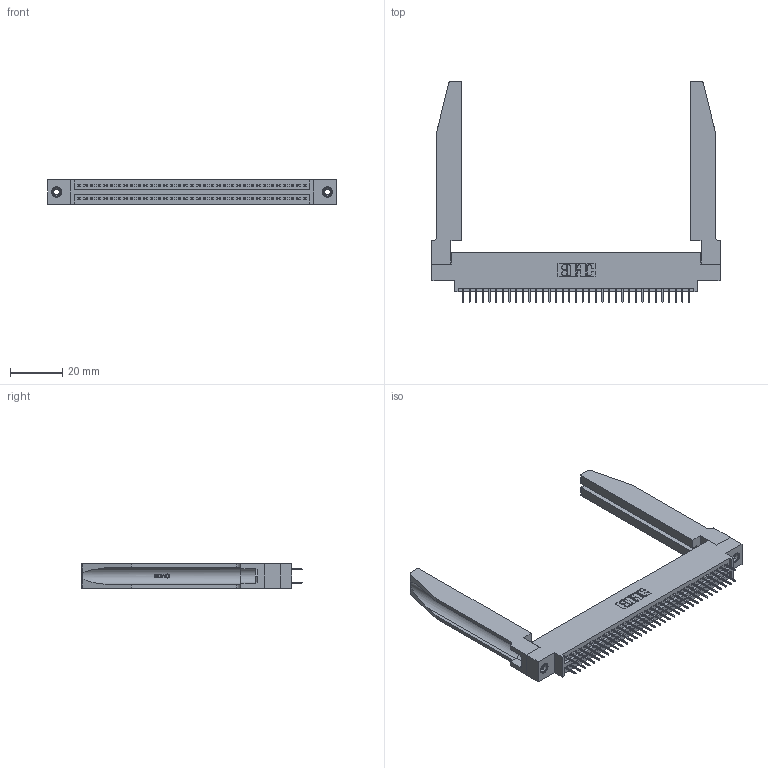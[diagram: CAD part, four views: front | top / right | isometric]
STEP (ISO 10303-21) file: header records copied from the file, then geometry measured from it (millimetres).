
FILE_DESCRIPTION (( 'STEP AP203' ), '1' );
FILE_NAME ('345-070-524-878.STEP', '2019-10-31T00:23:38', ( '' ), ( '' ), 'SwSTEP 2.0', 'SolidWorks 2016', '' );
FILE_SCHEMA (( 'CONFIG_CONTROL_DESIGN' ));
Length unit declared in the file: inch
Products named in the file (5): 345-292-001_345-293-124; 345 Part_0.170 Offset - 0.156 Dia-TH; 345-070-524-878; 345-250-001_345-250-001-102; 345-220-078_345-220-078
Assembly tree (75 placements, depth 2):
  345-070-524-878
    345 Part_0.170 Offset - 0.156 Dia-TH
    345-292-001_345-293-124  x70
    345-250-001_345-250-001-102  x2
    345-220-078_345-220-078  x2
Bounding box: 110.13 x 84.63 x 9.4 mm (x, y, z)
Volume: 18184.7 mm3; surface area: 21960.8 mm2
Topology: 75 solids, 75 shells, 4144 faces, 11671 edges, 7490 vertices
Faces by surface type: plane 2956, cylinder 1136, bspline 36, cone 12, torus 4
Entity records: 33350 total; most frequent: CARTESIAN_POINT 6515, ORIENTED_EDGE 5346, DIRECTION 4747, EDGE_CURVE 2673, VECTOR 2311, LINE 2311, VERTEX_POINT 1772, AXIS2_PLACEMENT_3D 1218
